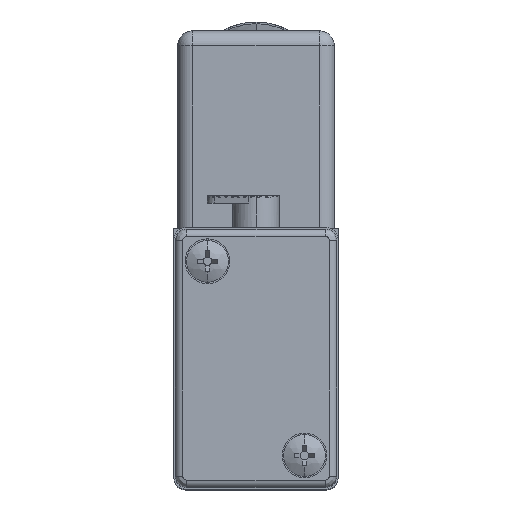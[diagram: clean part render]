
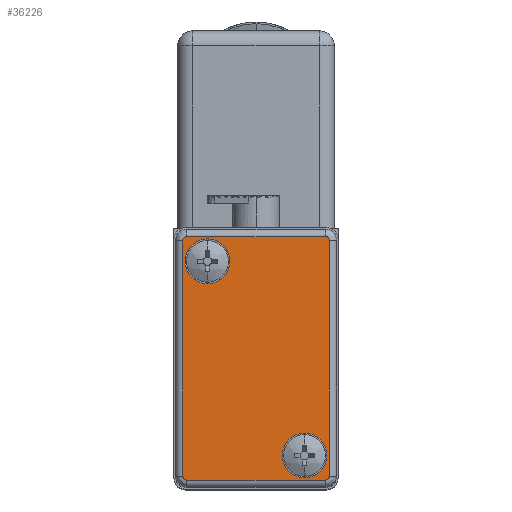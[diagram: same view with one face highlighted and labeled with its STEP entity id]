
A CAD part, top view. The second image highlights one B-rep face of the part: STEP entity #36226.
In plain terms, the highlighted planar face has unit normal (0, 0, 1).
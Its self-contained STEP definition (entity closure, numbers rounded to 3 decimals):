
#463 = ORIENTED_EDGE ( 'NONE', *, *, #713, .F. ) ;
#595 =( BOUNDED_CURVE ( )  B_SPLINE_CURVE ( 3, ( #27178, #31005, #12061, #38646 ),
 .UNSPECIFIED., .F., .F. ) 
 B_SPLINE_CURVE_WITH_KNOTS ( ( 4, 4 ),
 ( 0., 1. ),
 .UNSPECIFIED. ) 
 CURVE ( )  GEOMETRIC_REPRESENTATION_ITEM ( )  RATIONAL_B_SPLINE_CURVE ( ( 1., 0.805, 0.805, 1. ) ) 
 REPRESENTATION_ITEM ( '' )  );
#713 = EDGE_CURVE ( 'NONE', #15109, #25249, #15270, .T. ) ;
#2093 = CARTESIAN_POINT ( 'NONE',  ( -6.109, 0.104, 28. ) ) ;
#2143 = FACE_BOUND ( 'NONE', #16690, .T. ) ;
#2265 = DIRECTION ( 'NONE',  ( -1., 0., 0. ) ) ;
#2921 = LINE ( 'NONE', #41326, #23624 ) ;
#3008 = AXIS2_PLACEMENT_3D ( 'NONE', #43057, #20296, #46838 ) ;
#3167 = CARTESIAN_POINT ( 'NONE',  ( 3.691, -15.696, 28. ) ) ;
#3309 = DIRECTION ( 'NONE',  ( 0., 0., 1. ) ) ;
#3996 = EDGE_CURVE ( 'NONE', #48292, #26879, #26024, .T. ) ;
#5172 = ORIENTED_EDGE ( 'NONE', *, *, #6780, .F. ) ;
#5484 = DIRECTION ( 'NONE',  ( -1., 0., 0. ) ) ;
#6780 = EDGE_CURVE ( 'NONE', #48815, #25155, #14593, .T. ) ;
#6992 = CARTESIAN_POINT ( 'NONE',  ( 3.191, -16.196, 28. ) ) ;
#7380 = CARTESIAN_POINT ( 'NONE',  ( -15.409, 16.404, 28. ) ) ;
#8300 = ORIENTED_EDGE ( 'NONE', *, *, #16372, .F. ) ;
#8486 = VERTEX_POINT ( 'NONE', #21286 ) ;
#9980 = ORIENTED_EDGE ( 'NONE', *, *, #17297, .F. ) ;
#10620 = ORIENTED_EDGE ( 'NONE', *, *, #46920, .F. ) ;
#10953 = DIRECTION ( 'NONE',  ( 1., 0., 0. ) ) ;
#11354 = CARTESIAN_POINT ( 'NONE',  ( 3.191, 16.404, 28. ) ) ;
#11603 = CARTESIAN_POINT ( 'NONE',  ( -15.909, -15.696, 28. ) ) ;
#11974 = CARTESIAN_POINT ( 'NONE',  ( 3.484, 16.404, 28. ) ) ;
#12061 = CARTESIAN_POINT ( 'NONE',  ( -15.909, -15.988, 28. ) ) ;
#13252 = CIRCLE ( 'NONE', #40330, 3. ) ;
#13274 = CARTESIAN_POINT ( 'NONE',  ( -15.609, 13.104, 28. ) ) ;
#13998 = CARTESIAN_POINT ( 'NONE',  ( 0.391, -12.896, 28. ) ) ;
#14189 = LINE ( 'NONE', #43281, #43315 ) ;
#14249 = VECTOR ( 'NONE', #28635, 1000. ) ;
#14593 = CIRCLE ( 'NONE', #3008, 3. ) ;
#15109 = VERTEX_POINT ( 'NONE', #22486 ) ;
#15270 =( BOUNDED_CURVE ( )  B_SPLINE_CURVE ( 3, ( #22852, #23013, #23173, #22540 ),
 .UNSPECIFIED., .F., .T. ) 
 B_SPLINE_CURVE_WITH_KNOTS ( ( 4, 4 ),
 ( 0., 1. ),
 .UNSPECIFIED. ) 
 CURVE ( )  GEOMETRIC_REPRESENTATION_ITEM ( )  RATIONAL_B_SPLINE_CURVE ( ( 1., 0.805, 0.805, 1. ) ) 
 REPRESENTATION_ITEM ( '' )  );
#15797 = CARTESIAN_POINT ( 'NONE',  ( 3.691, 16.197, 28. ) ) ;
#16372 = EDGE_CURVE ( 'NONE', #38542, #15109, #24330, .T. ) ;
#16690 = EDGE_LOOP ( 'NONE', ( #17389, #5172 ) ) ;
#16784 = CARTESIAN_POINT ( 'NONE',  ( -6.109, -16.196, 28. ) ) ;
#16892 = VERTEX_POINT ( 'NONE', #11354 ) ;
#17297 = EDGE_CURVE ( 'NONE', #27556, #8486, #23087, .T. ) ;
#17389 = ORIENTED_EDGE ( 'NONE', *, *, #26068, .F. ) ;
#17438 = VERTEX_POINT ( 'NONE', #47989 ) ;
#17829 = DIRECTION ( 'NONE',  ( 1., 0., 0. ) ) ;
#20296 = DIRECTION ( 'NONE',  ( 0., 0., 1. ) ) ;
#21044 = CARTESIAN_POINT ( 'NONE',  ( 3.191, -16.196, 28. ) ) ;
#21185 = FACE_OUTER_BOUND ( 'NONE', #45817, .T. ) ;
#21225 = PLANE ( 'NONE',  #24548 ) ;
#21286 = CARTESIAN_POINT ( 'NONE',  ( -15.409, -16.196, 28. ) ) ;
#22119 = CARTESIAN_POINT ( 'NONE',  ( 3.484, -16.196, 28. ) ) ;
#22354 = FACE_BOUND ( 'NONE', #24634, .T. ) ;
#22486 = CARTESIAN_POINT ( 'NONE',  ( -15.909, 15.904, 28. ) ) ;
#22540 = CARTESIAN_POINT ( 'NONE',  ( -15.409, 16.404, 28. ) ) ;
#22852 = CARTESIAN_POINT ( 'NONE',  ( -15.909, 15.904, 28. ) ) ;
#22915 = DIRECTION ( 'NONE',  ( 1., 0., 0. ) ) ;
#23001 = ORIENTED_EDGE ( 'NONE', *, *, #40785, .F. ) ;
#23013 = CARTESIAN_POINT ( 'NONE',  ( -15.909, 16.197, 28. ) ) ;
#23077 = DIRECTION ( 'NONE',  ( 0., 0., 1. ) ) ;
#23087 = LINE ( 'NONE', #16784, #32016 ) ;
#23173 = CARTESIAN_POINT ( 'NONE',  ( -15.702, 16.404, 28. ) ) ;
#23387 = CARTESIAN_POINT ( 'NONE',  ( -12.609, 13.104, 28. ) ) ;
#23624 = VECTOR ( 'NONE', #10953, 1000. ) ;
#24330 = LINE ( 'NONE', #36119, #14249 ) ;
#24548 = AXIS2_PLACEMENT_3D ( 'NONE', #2093, #25029, #2265 ) ;
#24634 = EDGE_LOOP ( 'NONE', ( #47317, #43622 ) ) ;
#24725 = ORIENTED_EDGE ( 'NONE', *, *, #26217, .F. ) ;
#25029 = DIRECTION ( 'NONE',  ( 0., 0., -1. ) ) ;
#25155 = VERTEX_POINT ( 'NONE', #37300 ) ;
#25249 = VERTEX_POINT ( 'NONE', #7380 ) ;
#25656 = CARTESIAN_POINT ( 'NONE',  ( -2.609, -12.896, 28. ) ) ;
#25676 = CARTESIAN_POINT ( 'NONE',  ( 3.691, -15.696, 28. ) ) ;
#26024 = CIRCLE ( 'NONE', #31740, 3. ) ;
#26060 = CARTESIAN_POINT ( 'NONE',  ( -12.609, 13.104, 28. ) ) ;
#26068 = EDGE_CURVE ( 'NONE', #25155, #48815, #13252, .T. ) ;
#26143 =( BOUNDED_CURVE ( )  B_SPLINE_CURVE ( 3, ( #3167, #48669, #22119, #6992 ),
 .UNSPECIFIED., .F., .F. ) 
 B_SPLINE_CURVE_WITH_KNOTS ( ( 4, 4 ),
 ( 0., 1. ),
 .UNSPECIFIED. ) 
 CURVE ( )  GEOMETRIC_REPRESENTATION_ITEM ( )  RATIONAL_B_SPLINE_CURVE ( ( 1., 0.805, 0.805, 1. ) ) 
 REPRESENTATION_ITEM ( '' )  );
#26217 = EDGE_CURVE ( 'NONE', #29567, #27556, #26143, .T. ) ;
#26879 = VERTEX_POINT ( 'NONE', #13274 ) ;
#27178 = CARTESIAN_POINT ( 'NONE',  ( -15.409, -16.196, 28. ) ) ;
#27556 = VERTEX_POINT ( 'NONE', #21044 ) ;
#28635 = DIRECTION ( 'NONE',  ( 0., 1., 0. ) ) ;
#29567 = VERTEX_POINT ( 'NONE', #25676 ) ;
#29875 = DIRECTION ( 'NONE',  ( 1., 0., 0. ) ) ;
#31005 = CARTESIAN_POINT ( 'NONE',  ( -15.702, -16.196, 28. ) ) ;
#31740 = AXIS2_PLACEMENT_3D ( 'NONE', #23387, #23077, #22915 ) ;
#31898 = EDGE_CURVE ( 'NONE', #25249, #16892, #2921, .T. ) ;
#32016 = VECTOR ( 'NONE', #5484, 1000. ) ;
#35470 = CARTESIAN_POINT ( 'NONE',  ( -9.609, 13.104, 28. ) ) ;
#36031 = AXIS2_PLACEMENT_3D ( 'NONE', #26060, #3309, #29875 ) ;
#36119 = CARTESIAN_POINT ( 'NONE',  ( -15.909, 0.104, 28. ) ) ;
#36226 = ADVANCED_FACE ( 'NONE', ( #2143, #22354, #21185 ), #21225, .F. ) ;
#37300 = CARTESIAN_POINT ( 'NONE',  ( 3.391, -12.896, 28. ) ) ;
#38320 = EDGE_CURVE ( 'NONE', #26879, #48292, #47779, .T. ) ;
#38384 = CARTESIAN_POINT ( 'NONE',  ( 3.191, 16.404, 28. ) ) ;
#38542 = VERTEX_POINT ( 'NONE', #11603 ) ;
#38646 = CARTESIAN_POINT ( 'NONE',  ( -15.909, -15.696, 28. ) ) ;
#40330 = AXIS2_PLACEMENT_3D ( 'NONE', #13998, #40566, #17829 ) ;
#40566 = DIRECTION ( 'NONE',  ( 0., 0., 1. ) ) ;
#40785 = EDGE_CURVE ( 'NONE', #8486, #38542, #595, .T. ) ;
#41162 = ORIENTED_EDGE ( 'NONE', *, *, #31898, .F. ) ;
#41326 = CARTESIAN_POINT ( 'NONE',  ( -6.109, 16.404, 28. ) ) ;
#42368 = CARTESIAN_POINT ( 'NONE',  ( 3.691, 15.904, 28. ) ) ;
#42897 = ORIENTED_EDGE ( 'NONE', *, *, #44265, .F. ) ;
#43057 = CARTESIAN_POINT ( 'NONE',  ( 0.391, -12.896, 28. ) ) ;
#43281 = CARTESIAN_POINT ( 'NONE',  ( 3.691, 0.104, 28. ) ) ;
#43315 = VECTOR ( 'NONE', #47041, 1000. ) ;
#43622 = ORIENTED_EDGE ( 'NONE', *, *, #38320, .F. ) ;
#44265 = EDGE_CURVE ( 'NONE', #16892, #17438, #48341, .T. ) ;
#45817 = EDGE_LOOP ( 'NONE', ( #42897, #41162, #463, #8300, #23001, #9980, #24725, #10620 ) ) ;
#46838 = DIRECTION ( 'NONE',  ( 1., 0., 0. ) ) ;
#46920 = EDGE_CURVE ( 'NONE', #17438, #29567, #14189, .T. ) ;
#47041 = DIRECTION ( 'NONE',  ( 0., -1., 0. ) ) ;
#47317 = ORIENTED_EDGE ( 'NONE', *, *, #3996, .F. ) ;
#47779 = CIRCLE ( 'NONE', #36031, 3. ) ;
#47989 = CARTESIAN_POINT ( 'NONE',  ( 3.691, 15.904, 28. ) ) ;
#48292 = VERTEX_POINT ( 'NONE', #35470 ) ;
#48341 =( BOUNDED_CURVE ( )  B_SPLINE_CURVE ( 3, ( #38384, #11974, #15797, #42368 ),
 .UNSPECIFIED., .F., .T. ) 
 B_SPLINE_CURVE_WITH_KNOTS ( ( 4, 4 ),
 ( 0., 1. ),
 .UNSPECIFIED. ) 
 CURVE ( )  GEOMETRIC_REPRESENTATION_ITEM ( )  RATIONAL_B_SPLINE_CURVE ( ( 1., 0.805, 0.805, 1. ) ) 
 REPRESENTATION_ITEM ( '' )  );
#48669 = CARTESIAN_POINT ( 'NONE',  ( 3.691, -15.988, 28. ) ) ;
#48815 = VERTEX_POINT ( 'NONE', #25656 ) ;
